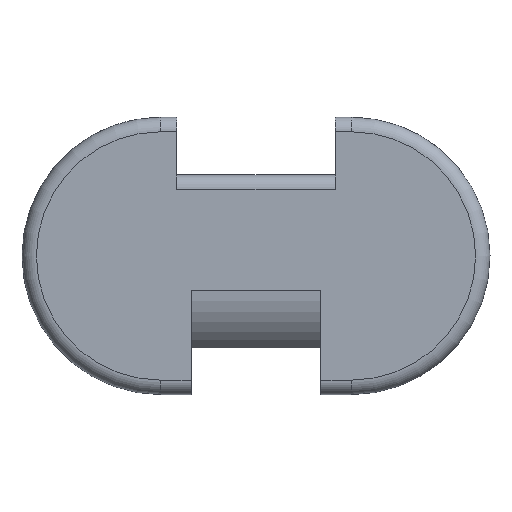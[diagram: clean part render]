
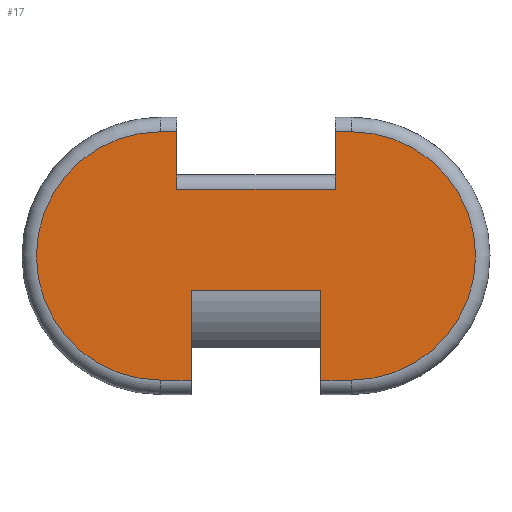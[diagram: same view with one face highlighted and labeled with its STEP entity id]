
A CAD part, top view. The second image highlights one B-rep face of the part: STEP entity #17.
In plain terms, the highlighted planar face has unit normal (0, 0, 1).
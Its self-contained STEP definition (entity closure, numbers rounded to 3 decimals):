
#17 = ADVANCED_FACE('',(#18),#134,.T.);
#18 = FACE_BOUND('',#19,.T.);
#19 = EDGE_LOOP('',(#20,#30,#38,#46,#55,#63,#71,#79,#87,#95,#104,#112,
    #120,#128));
#20 = ORIENTED_EDGE('',*,*,#21,.F.);
#21 = EDGE_CURVE('',#22,#24,#26,.T.);
#22 = VERTEX_POINT('',#23);
#23 = CARTESIAN_POINT('',(-11.,11.25,7.));
#24 = VERTEX_POINT('',#25);
#25 = CARTESIAN_POINT('',(-11.,9.25,7.));
#26 = LINE('',#27,#28);
#27 = CARTESIAN_POINT('',(-11.,9.625,7.));
#28 = VECTOR('',#29,1.);
#29 = DIRECTION('',(0.,-1.,0.));
#30 = ORIENTED_EDGE('',*,*,#31,.F.);
#31 = EDGE_CURVE('',#32,#22,#34,.T.);
#32 = VERTEX_POINT('',#33);
#33 = CARTESIAN_POINT('',(-11.,17.25,7.));
#34 = LINE('',#35,#36);
#35 = CARTESIAN_POINT('',(-11.,19.25,7.));
#36 = VECTOR('',#37,1.);
#37 = DIRECTION('',(0.,-1.,0.));
#38 = ORIENTED_EDGE('',*,*,#39,.T.);
#39 = EDGE_CURVE('',#32,#40,#42,.T.);
#40 = VERTEX_POINT('',#41);
#41 = CARTESIAN_POINT('',(-13.25,17.25,7.));
#42 = LINE('',#43,#44);
#43 = CARTESIAN_POINT('',(-11.,17.25,7.));
#44 = VECTOR('',#45,1.);
#45 = DIRECTION('',(-1.,0.,-0.));
#46 = ORIENTED_EDGE('',*,*,#47,.T.);
#47 = EDGE_CURVE('',#40,#48,#50,.T.);
#48 = VERTEX_POINT('',#49);
#49 = CARTESIAN_POINT('',(-13.25,-17.25,7.));
#50 = CIRCLE('',#51,17.25);
#51 = AXIS2_PLACEMENT_3D('',#52,#53,#54);
#52 = CARTESIAN_POINT('',(-13.25,0.,7.));
#53 = DIRECTION('',(0.,0.,1.));
#54 = DIRECTION('',(0.,1.,0.));
#55 = ORIENTED_EDGE('',*,*,#56,.T.);
#56 = EDGE_CURVE('',#48,#57,#59,.T.);
#57 = VERTEX_POINT('',#58);
#58 = CARTESIAN_POINT('',(-9.,-17.25,7.));
#59 = LINE('',#60,#61);
#60 = CARTESIAN_POINT('',(-13.25,-17.25,7.));
#61 = VECTOR('',#62,1.);
#62 = DIRECTION('',(1.,0.,0.));
#63 = ORIENTED_EDGE('',*,*,#64,.F.);
#64 = EDGE_CURVE('',#65,#57,#67,.T.);
#65 = VERTEX_POINT('',#66);
#66 = CARTESIAN_POINT('',(-9.,-4.75,7.));
#67 = LINE('',#68,#69);
#68 = CARTESIAN_POINT('',(-9.,-4.75,7.));
#69 = VECTOR('',#70,1.);
#70 = DIRECTION('',(0.,-1.,0.));
#71 = ORIENTED_EDGE('',*,*,#72,.F.);
#72 = EDGE_CURVE('',#73,#65,#75,.T.);
#73 = VERTEX_POINT('',#74);
#74 = CARTESIAN_POINT('',(9.,-4.75,7.));
#75 = LINE('',#76,#77);
#76 = CARTESIAN_POINT('',(9.,-4.75,7.));
#77 = VECTOR('',#78,1.);
#78 = DIRECTION('',(-1.,-0.,-0.));
#79 = ORIENTED_EDGE('',*,*,#80,.T.);
#80 = EDGE_CURVE('',#73,#81,#83,.T.);
#81 = VERTEX_POINT('',#82);
#82 = CARTESIAN_POINT('',(9.,-17.25,7.));
#83 = LINE('',#84,#85);
#84 = CARTESIAN_POINT('',(9.,-4.75,7.));
#85 = VECTOR('',#86,1.);
#86 = DIRECTION('',(0.,-1.,0.));
#87 = ORIENTED_EDGE('',*,*,#88,.F.);
#88 = EDGE_CURVE('',#89,#81,#91,.T.);
#89 = VERTEX_POINT('',#90);
#90 = CARTESIAN_POINT('',(13.25,-17.25,7.));
#91 = LINE('',#92,#93);
#92 = CARTESIAN_POINT('',(13.25,-17.25,7.));
#93 = VECTOR('',#94,1.);
#94 = DIRECTION('',(-1.,-0.,-0.));
#95 = ORIENTED_EDGE('',*,*,#96,.F.);
#96 = EDGE_CURVE('',#97,#89,#99,.T.);
#97 = VERTEX_POINT('',#98);
#98 = CARTESIAN_POINT('',(13.25,17.25,7.));
#99 = CIRCLE('',#100,17.25);
#100 = AXIS2_PLACEMENT_3D('',#101,#102,#103);
#101 = CARTESIAN_POINT('',(13.25,0.,7.));
#102 = DIRECTION('',(0.,0.,-1.));
#103 = DIRECTION('',(0.,1.,0.));
#104 = ORIENTED_EDGE('',*,*,#105,.F.);
#105 = EDGE_CURVE('',#106,#97,#108,.T.);
#106 = VERTEX_POINT('',#107);
#107 = CARTESIAN_POINT('',(11.,17.25,7.));
#108 = LINE('',#109,#110);
#109 = CARTESIAN_POINT('',(11.,17.25,7.));
#110 = VECTOR('',#111,1.);
#111 = DIRECTION('',(1.,0.,0.));
#112 = ORIENTED_EDGE('',*,*,#113,.F.);
#113 = EDGE_CURVE('',#114,#106,#116,.T.);
#114 = VERTEX_POINT('',#115);
#115 = CARTESIAN_POINT('',(11.,11.25,7.));
#116 = LINE('',#117,#118);
#117 = CARTESIAN_POINT('',(11.,11.25,7.));
#118 = VECTOR('',#119,1.);
#119 = DIRECTION('',(0.,1.,0.));
#120 = ORIENTED_EDGE('',*,*,#121,.T.);
#121 = EDGE_CURVE('',#114,#122,#124,.T.);
#122 = VERTEX_POINT('',#123);
#123 = CARTESIAN_POINT('',(11.,9.25,7.));
#124 = LINE('',#125,#126);
#125 = CARTESIAN_POINT('',(11.,5.625,7.));
#126 = VECTOR('',#127,1.);
#127 = DIRECTION('',(-0.,-1.,-0.));
#128 = ORIENTED_EDGE('',*,*,#129,.F.);
#129 = EDGE_CURVE('',#24,#122,#130,.T.);
#130 = LINE('',#131,#132);
#131 = CARTESIAN_POINT('',(-11.,9.25,7.));
#132 = VECTOR('',#133,1.);
#133 = DIRECTION('',(1.,0.,0.));
#134 = PLANE('',#135);
#135 = AXIS2_PLACEMENT_3D('',#136,#137,#138);
#136 = CARTESIAN_POINT('',(0.,0.,7.));
#137 = DIRECTION('',(0.,0.,1.));
#138 = DIRECTION('',(1.,0.,0.));
